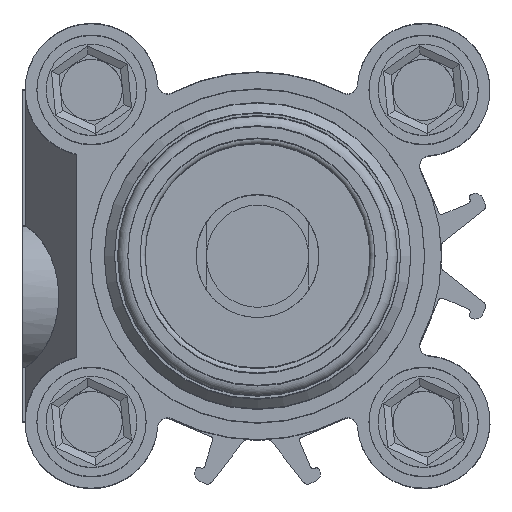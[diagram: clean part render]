
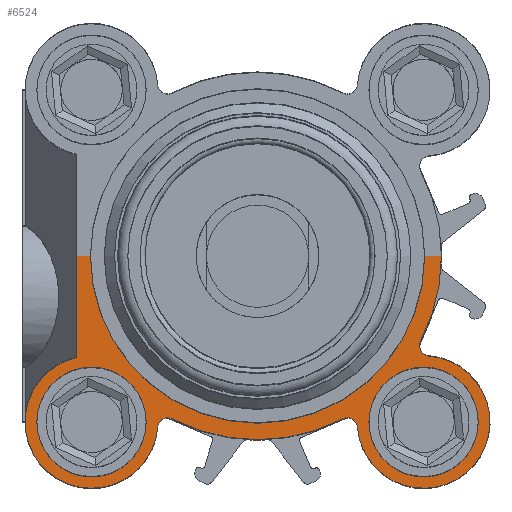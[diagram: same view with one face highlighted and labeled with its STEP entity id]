
A CAD part, front view. The second image highlights one B-rep face of the part: STEP entity #6524.
In plain terms, the highlighted face is planar.
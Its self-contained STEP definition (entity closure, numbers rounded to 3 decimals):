
#196=LINE('',#10653,#654);
#654=VECTOR('',#8280,19.851);
#1083=PLANE('',#7071);
#1515=FACE_BOUND('',#2183,.T.);
#1516=FACE_BOUND('',#2184,.T.);
#1517=FACE_BOUND('',#2185,.T.);
#1518=FACE_BOUND('',#2186,.T.);
#1519=FACE_BOUND('',#2187,.T.);
#1694=FACE_OUTER_BOUND('',#2182,.T.);
#2182=EDGE_LOOP('',(#4958,#4959,#4960,#4961,#4962,#4963,#4964,#4965,#4966,
#4967,#4968,#4969,#4970,#4971));
#2183=EDGE_LOOP('',(#4972));
#2184=EDGE_LOOP('',(#4973));
#2185=EDGE_LOOP('',(#4974));
#2186=EDGE_LOOP('',(#4975));
#2187=EDGE_LOOP('',(#4976));
#2608=CIRCLE('',#6958,5.35);
#2610=CIRCLE('',#6962,5.35);
#2612=CIRCLE('',#6966,5.35);
#2614=CIRCLE('',#6970,5.35);
#2627=CIRCLE('',#6995,16.35);
#2629=CIRCLE('',#6999,1.);
#2630=CIRCLE('',#7001,6.5);
#2632=CIRCLE('',#7005,1.);
#2635=CIRCLE('',#7009,18.);
#2637=CIRCLE('',#7012,1.);
#2639=CIRCLE('',#7015,18.);
#2640=CIRCLE('',#7017,1.);
#2643=CIRCLE('',#7021,1.);
#2645=CIRCLE('',#7024,18.);
#2646=CIRCLE('',#7026,1.);
#2649=CIRCLE('',#7031,6.5);
#2668=CIRCLE('',#7072,6.5);
#2669=CIRCLE('',#7073,6.5);
#3077=VERTEX_POINT('',#10300);
#3079=VERTEX_POINT('',#10306);
#3081=VERTEX_POINT('',#10312);
#3083=VERTEX_POINT('',#10318);
#3096=VERTEX_POINT('',#10356);
#3099=VERTEX_POINT('',#10363);
#3100=VERTEX_POINT('',#10365);
#3101=VERTEX_POINT('',#10369);
#3104=VERTEX_POINT('',#10377);
#3105=VERTEX_POINT('',#10378);
#3110=VERTEX_POINT('',#10392);
#3111=VERTEX_POINT('',#10394);
#3113=VERTEX_POINT('',#10400);
#3114=VERTEX_POINT('',#10404);
#3118=VERTEX_POINT('',#10413);
#3119=VERTEX_POINT('',#10415);
#3121=VERTEX_POINT('',#10421);
#3122=VERTEX_POINT('',#10425);
#3126=VERTEX_POINT('',#10435);
#3752=EDGE_CURVE('',#3077,#3077,#2608,.T.);
#3754=EDGE_CURVE('',#3079,#3079,#2610,.T.);
#3756=EDGE_CURVE('',#3081,#3081,#2612,.T.);
#3758=EDGE_CURVE('',#3083,#3083,#2614,.T.);
#3771=EDGE_CURVE('',#3096,#3096,#2627,.T.);
#3774=EDGE_CURVE('',#3099,#3100,#2629,.T.);
#3776=EDGE_CURVE('',#3101,#3100,#2630,.T.);
#3780=EDGE_CURVE('',#3104,#3105,#2632,.T.);
#3785=EDGE_CURVE('',#3099,#3105,#2635,.T.);
#3788=EDGE_CURVE('',#3110,#3111,#2637,.T.);
#3792=EDGE_CURVE('',#3110,#3113,#2639,.T.);
#3793=EDGE_CURVE('',#3114,#3113,#2640,.T.);
#3798=EDGE_CURVE('',#3118,#3119,#2643,.T.);
#3802=EDGE_CURVE('',#3118,#3121,#2645,.T.);
#3803=EDGE_CURVE('',#3121,#3122,#2646,.F.);
#3809=EDGE_CURVE('',#3122,#3126,#2649,.T.);
#3852=EDGE_CURVE('',#3104,#3111,#2668,.T.);
#3853=EDGE_CURVE('',#3114,#3119,#2669,.T.);
#3854=EDGE_CURVE('',#3101,#3126,#196,.T.);
#4958=ORIENTED_EDGE('',*,*,#3785,.T.);
#4959=ORIENTED_EDGE('',*,*,#3780,.F.);
#4960=ORIENTED_EDGE('',*,*,#3852,.T.);
#4961=ORIENTED_EDGE('',*,*,#3788,.F.);
#4962=ORIENTED_EDGE('',*,*,#3792,.T.);
#4963=ORIENTED_EDGE('',*,*,#3793,.F.);
#4964=ORIENTED_EDGE('',*,*,#3853,.T.);
#4965=ORIENTED_EDGE('',*,*,#3798,.F.);
#4966=ORIENTED_EDGE('',*,*,#3802,.T.);
#4967=ORIENTED_EDGE('',*,*,#3803,.T.);
#4968=ORIENTED_EDGE('',*,*,#3809,.T.);
#4969=ORIENTED_EDGE('',*,*,#3854,.F.);
#4970=ORIENTED_EDGE('',*,*,#3776,.T.);
#4971=ORIENTED_EDGE('',*,*,#3774,.F.);
#4972=ORIENTED_EDGE('',*,*,#3752,.T.);
#4973=ORIENTED_EDGE('',*,*,#3754,.T.);
#4974=ORIENTED_EDGE('',*,*,#3756,.T.);
#4975=ORIENTED_EDGE('',*,*,#3758,.T.);
#4976=ORIENTED_EDGE('',*,*,#3771,.T.);
#6524=ADVANCED_FACE('',(#1694,#1515,#1516,#1517,#1518,#1519),#1083,.T.);
#6958=AXIS2_PLACEMENT_3D('',#10301,#8013,#8014);
#6962=AXIS2_PLACEMENT_3D('',#10307,#8021,#8022);
#6966=AXIS2_PLACEMENT_3D('',#10313,#8029,#8030);
#6970=AXIS2_PLACEMENT_3D('',#10319,#8037,#8038);
#6995=AXIS2_PLACEMENT_3D('',#10357,#8087,#8088);
#6999=AXIS2_PLACEMENT_3D('',#10366,#8096,#8097);
#7001=AXIS2_PLACEMENT_3D('',#10370,#8101,#8102);
#7005=AXIS2_PLACEMENT_3D('',#10379,#8110,#8111);
#7009=AXIS2_PLACEMENT_3D('',#10387,#8120,#8121);
#7012=AXIS2_PLACEMENT_3D('',#10395,#8127,#8128);
#7015=AXIS2_PLACEMENT_3D('',#10402,#8135,#8136);
#7017=AXIS2_PLACEMENT_3D('',#10405,#8139,#8140);
#7021=AXIS2_PLACEMENT_3D('',#10416,#8149,#8150);
#7024=AXIS2_PLACEMENT_3D('',#10423,#8157,#8158);
#7026=AXIS2_PLACEMENT_3D('',#10426,#8161,#8162);
#7031=AXIS2_PLACEMENT_3D('',#10437,#8173,#8174);
#7071=AXIS2_PLACEMENT_3D('',#10650,#8274,#8275);
#7072=AXIS2_PLACEMENT_3D('',#10651,#8276,#8277);
#7073=AXIS2_PLACEMENT_3D('',#10652,#8278,#8279);
#8013=DIRECTION('center_axis',(0.,-1.,0.));
#8014=DIRECTION('ref_axis',(-1.,0.,0.));
#8021=DIRECTION('center_axis',(0.,-1.,0.));
#8022=DIRECTION('ref_axis',(-1.,0.,0.));
#8029=DIRECTION('center_axis',(0.,-1.,0.));
#8030=DIRECTION('ref_axis',(-1.,0.,0.));
#8037=DIRECTION('center_axis',(0.,-1.,0.));
#8038=DIRECTION('ref_axis',(-1.,0.,0.));
#8087=DIRECTION('center_axis',(0.,-1.,0.));
#8088=DIRECTION('ref_axis',(-1.,0.,0.));
#8096=DIRECTION('center_axis',(0.,1.,0.));
#8097=DIRECTION('ref_axis',(0.997,0.,0.08));
#8101=DIRECTION('center_axis',(0.,1.,0.));
#8102=DIRECTION('ref_axis',(-1.,0.,0.));
#8110=DIRECTION('center_axis',(0.,1.,0.));
#8111=DIRECTION('ref_axis',(0.484,0.,-0.875));
#8120=DIRECTION('center_axis',(0.,1.,0.));
#8121=DIRECTION('ref_axis',(1.,0.,0.));
#8127=DIRECTION('center_axis',(0.,1.,0.));
#8128=DIRECTION('ref_axis',(-0.875,0.,0.484));
#8135=DIRECTION('center_axis',(0.,1.,0.));
#8136=DIRECTION('ref_axis',(1.,0.,0.));
#8139=DIRECTION('center_axis',(0.,1.,0.));
#8140=DIRECTION('ref_axis',(-0.875,0.,-0.484));
#8149=DIRECTION('center_axis',(0.,1.,0.));
#8150=DIRECTION('ref_axis',(0.484,0.,0.875));
#8157=DIRECTION('center_axis',(0.,1.,0.));
#8158=DIRECTION('ref_axis',(1.,0.,0.));
#8161=DIRECTION('center_axis',(0.,1.,0.));
#8162=DIRECTION('ref_axis',(0.997,0.,-0.08));
#8173=DIRECTION('center_axis',(0.,1.,0.));
#8174=DIRECTION('ref_axis',(-1.,0.,0.));
#8274=DIRECTION('center_axis',(0.,1.,0.));
#8275=DIRECTION('ref_axis',(0.,0.,1.));
#8276=DIRECTION('center_axis',(0.,1.,0.));
#8277=DIRECTION('ref_axis',(1.,0.,0.));
#8278=DIRECTION('center_axis',(0.,1.,0.));
#8279=DIRECTION('ref_axis',(1.,0.,0.));
#8280=DIRECTION('',(0.,0.,-1.));
#10300=CARTESIAN_POINT('',(-10.9,26.,-16.25));
#10301=CARTESIAN_POINT('Origin',(-16.25,26.,-16.25));
#10306=CARTESIAN_POINT('',(21.6,26.,16.25));
#10307=CARTESIAN_POINT('Origin',(16.25,26.,16.25));
#10312=CARTESIAN_POINT('',(-10.9,26.,16.25));
#10313=CARTESIAN_POINT('Origin',(-16.25,26.,16.25));
#10318=CARTESIAN_POINT('',(21.6,26.,-16.25));
#10319=CARTESIAN_POINT('Origin',(16.25,26.,-16.25));
#10356=CARTESIAN_POINT('',(16.35,26.,0.));
#10357=CARTESIAN_POINT('Origin',(0.,26.,0.));
#10363=CARTESIAN_POINT('',(-8.312,26.,15.966));
#10365=CARTESIAN_POINT('',(-9.771,26.,16.772));
#10366=CARTESIAN_POINT('Origin',(-8.774,26.,16.853));
#10369=CARTESIAN_POINT('',(-17.75,26.,9.925));
#10370=CARTESIAN_POINT('Origin',(-16.25,26.,16.25));
#10377=CARTESIAN_POINT('',(9.771,26.,16.772));
#10378=CARTESIAN_POINT('',(8.312,26.,15.966));
#10379=CARTESIAN_POINT('Origin',(8.774,26.,16.853));
#10387=CARTESIAN_POINT('Origin',(0.,26.,0.));
#10392=CARTESIAN_POINT('',(15.966,26.,8.312));
#10394=CARTESIAN_POINT('',(16.772,26.,9.771));
#10395=CARTESIAN_POINT('Origin',(16.853,26.,8.774));
#10400=CARTESIAN_POINT('',(15.966,26.,-8.312));
#10402=CARTESIAN_POINT('Origin',(0.,26.,0.));
#10404=CARTESIAN_POINT('',(16.772,26.,-9.771));
#10405=CARTESIAN_POINT('Origin',(16.853,26.,-8.774));
#10413=CARTESIAN_POINT('',(8.312,26.,-15.966));
#10415=CARTESIAN_POINT('',(9.771,26.,-16.772));
#10416=CARTESIAN_POINT('Origin',(8.774,26.,-16.853));
#10421=CARTESIAN_POINT('',(-8.312,26.,-15.966));
#10423=CARTESIAN_POINT('Origin',(0.,26.,0.));
#10425=CARTESIAN_POINT('',(-9.771,26.,-16.772));
#10426=CARTESIAN_POINT('Origin',(-8.774,26.,-16.853));
#10435=CARTESIAN_POINT('',(-17.75,26.,-9.925));
#10437=CARTESIAN_POINT('Origin',(-16.25,26.,-16.25));
#10650=CARTESIAN_POINT('Origin',(0.,26.,0.));
#10651=CARTESIAN_POINT('Origin',(16.25,26.,16.25));
#10652=CARTESIAN_POINT('Origin',(16.25,26.,-16.25));
#10653=CARTESIAN_POINT('',(-17.75,26.,-8.125));
